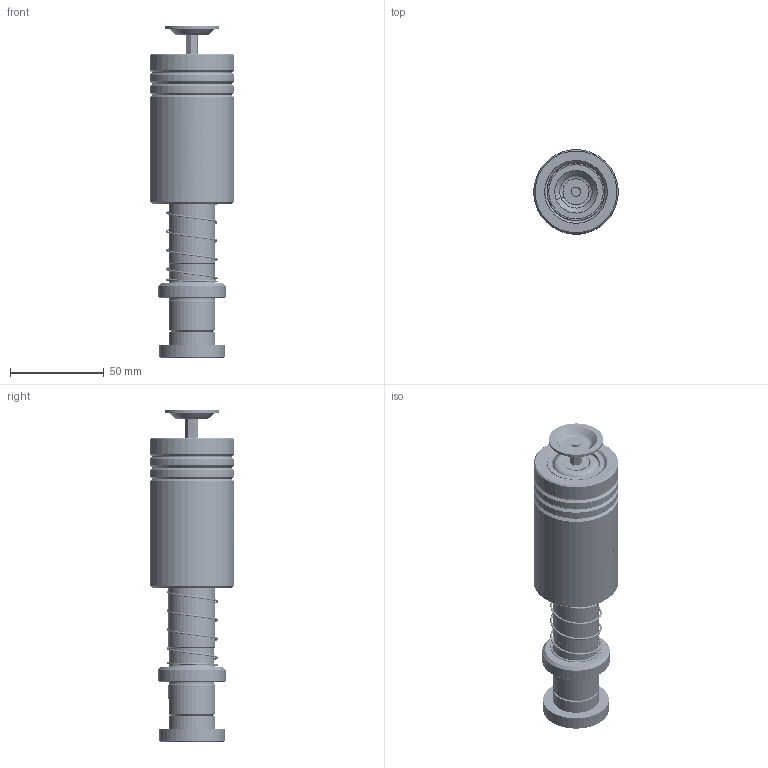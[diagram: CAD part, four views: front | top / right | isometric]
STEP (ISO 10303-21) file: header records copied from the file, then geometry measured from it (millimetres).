
FILE_DESCRIPTION (( 'STEP AP214' ), '1' );
FILE_NAME ('HMSH(HMJH)-D25-L130(BL-80).STEP', '2021-08-17T02:51:50', ( '' ), ( '' ), 'SwSTEP 2.0', 'SolidWorks 2016', '' );
FILE_SCHEMA (( 'AUTOMOTIVE_DESIGN' ));
Length unit declared in the file: millimetre
Products named in the file (309): BALL-D3; HWP-D27.5-d25.5-L60; DRPM-D25-L130; BSH-30.5-25.5-L75; TBB-D45-d31-L80; GTM-3-縐种; DRPM蹟簽D25; BSH-D30.5-25.5-L75郪蚾; HMSH(HMJH)-D25-L130(BL-80); GTM-29; GTM-29郪蚾; GTM-M12蹟簽
Assembly tree (301 placements, depth 3):
  BALL-D3
  BALL-D3
  BALL-D3
  BALL-D3
  BALL-D3
Bounding box: 44.84 x 44.92 x 177 mm (x, y, z)
Volume: 162301.4 mm3; surface area: 73251.3 mm2
Topology: 294 solids, 294 shells, 1362 faces, 5705 edges, 3786 vertices
Faces by surface type: sphere 1144, cylinder 68, plane 50, cone 46, torus 32, bspline 22
Entity records: 59482 total; most frequent: CARTESIAN_POINT 33602, ORIENTED_EDGE 4520, DIRECTION 3953, EDGE_CURVE 2260, AXIS2_PLACEMENT_3D 1878, VERTEX_POINT 1478, EDGE_LOOP 1366, B_SPLINE_CURVE_WITH_KNOTS 1246
